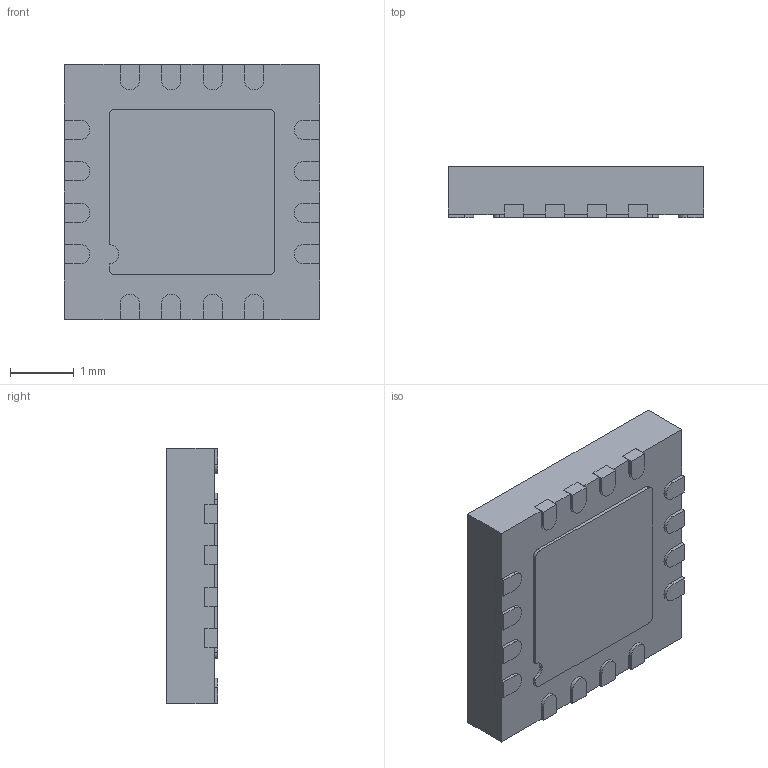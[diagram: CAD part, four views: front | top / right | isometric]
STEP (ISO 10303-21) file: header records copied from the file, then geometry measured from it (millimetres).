
FILE_DESCRIPTION (( 'STEP AP214' ), '1' );
FILE_NAME ('ADA4084-4ACPZ-RL.STEP', '2022-07-16T00:18:15', ( '' ), ( '' ), 'SwSTEP 2.0', 'SolidWorks 2017', '' );
FILE_SCHEMA (( 'AUTOMOTIVE_DESIGN' ));
Length unit declared in the file: millimetre
Products named in the file (1): ADA4084-4ACPZ-RL
Bounding box: 4 x 0.8 x 4 mm (x, y, z)
Volume: 12.4 mm3; surface area: 67.5 mm2
Topology: 19 solids, 19 shells, 193 faces, 462 edges, 308 vertices
Faces by surface type: plane 144, cylinder 49
Entity records: 5770 total; most frequent: CARTESIAN_POINT 964, DIRECTION 948, ORIENTED_EDGE 924, EDGE_CURVE 462, LINE 364, VECTOR 364, VERTEX_POINT 308, AXIS2_PLACEMENT_3D 292
